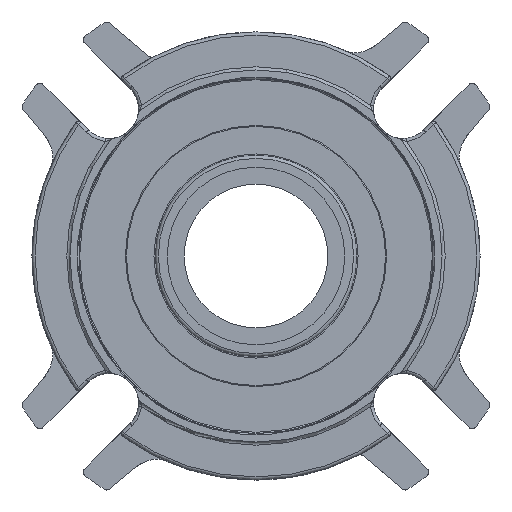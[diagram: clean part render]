
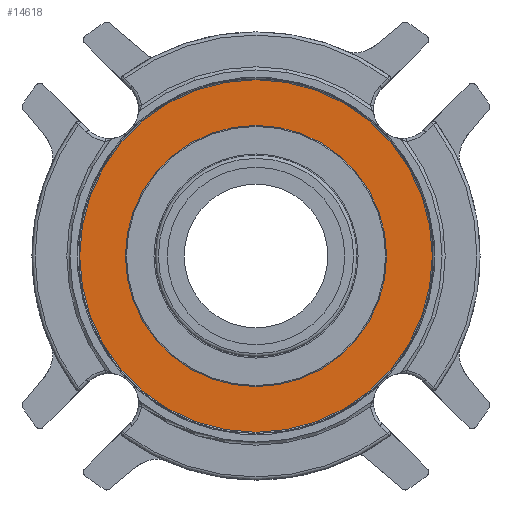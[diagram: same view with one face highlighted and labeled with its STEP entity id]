
A CAD part, front view. The second image highlights one B-rep face of the part: STEP entity #14618.
In plain terms, the highlighted planar face has unit normal (0, -1, 0).
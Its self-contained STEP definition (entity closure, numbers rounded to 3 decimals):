
#1759=PLANE('',#15848);
#4699=ORIENTED_EDGE('',*,*,#6188,.F.);
#4700=ORIENTED_EDGE('',*,*,#6189,.T.);
#6188=EDGE_CURVE('',#7107,#7107,#7759,.F.);
#6189=EDGE_CURVE('',#7108,#7108,#7760,.T.);
#7107=VERTEX_POINT('',#24534);
#7108=VERTEX_POINT('',#24536);
#7759=CIRCLE('',#15849,31.75);
#7760=CIRCLE('',#15850,42.863);
#8483=EDGE_LOOP('',(#4699));
#8484=EDGE_LOOP('',(#4700));
#9219=FACE_BOUND('',#8483,.T.);
#9220=FACE_BOUND('',#8484,.T.);
#14618=ADVANCED_FACE('',(#9219,#9220),#1759,.F.);
#15848=AXIS2_PLACEMENT_3D('',#24532,#18781,#18782);
#15849=AXIS2_PLACEMENT_3D('',#24533,#18783,#18784);
#15850=AXIS2_PLACEMENT_3D('',#24535,#18785,#18786);
#18781=DIRECTION('',(0.,1.,0.));
#18782=DIRECTION('',(0.,0.,-1.));
#18783=DIRECTION('',(0.,1.,0.));
#18784=DIRECTION('',(0.,0.,1.));
#18785=DIRECTION('',(0.,-1.,0.));
#18786=DIRECTION('',(0.,0.,1.));
#24532=CARTESIAN_POINT('',(0.,2.87,42.863));
#24533=CARTESIAN_POINT('',(0.,2.87,0.));
#24534=CARTESIAN_POINT('',(0.,2.87,31.75));
#24535=CARTESIAN_POINT('',(0.,2.87,0.));
#24536=CARTESIAN_POINT('',(0.,2.87,42.863));
